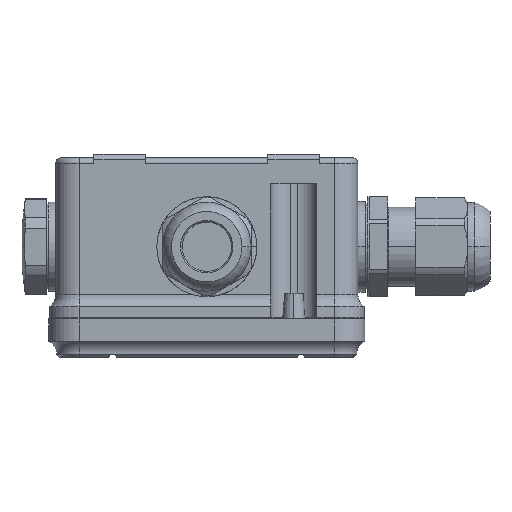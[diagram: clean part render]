
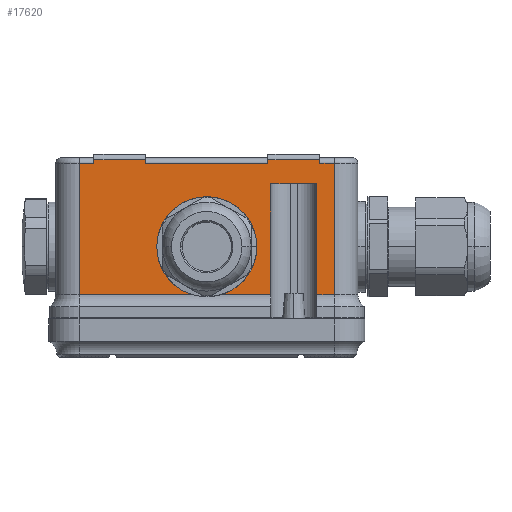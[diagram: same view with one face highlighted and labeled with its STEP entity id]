
A CAD part, left-side view. The second image highlights one B-rep face of the part: STEP entity #17620.
In plain terms, the highlighted planar face has unit normal (-1, 0, 0).
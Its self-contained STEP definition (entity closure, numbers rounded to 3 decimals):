
#593 = CARTESIAN_POINT ( 'NONE',  ( -40.8, 34.5, 41.7 ) ) ;
#1067 = VERTEX_POINT ( 'NONE', #89899 ) ;
#1596 = ORIENTED_EDGE ( 'NONE', *, *, #25453, .F. ) ;
#3186 = DIRECTION ( 'NONE',  ( 0., 1., 0. ) ) ;
#4744 = ORIENTED_EDGE ( 'NONE', *, *, #82352, .T. ) ;
#4745 = LINE ( 'NONE', #62114, #84005 ) ;
#6212 = EDGE_CURVE ( 'NONE', #97530, #55769, #35513, .T. ) ;
#8192 = CIRCLE ( 'NONE', #80238, 12.5 ) ;
#8769 = CARTESIAN_POINT ( 'NONE',  ( -40.8, -17.3, -120.208 ) ) ;
#9036 = CARTESIAN_POINT ( 'NONE',  ( -40.8, -17.3, 6.273 ) ) ;
#9700 = EDGE_CURVE ( 'NONE', #30792, #45807, #56004, .T. ) ;
#10353 = ORIENTED_EDGE ( 'NONE', *, *, #56190, .T. ) ;
#12853 = CARTESIAN_POINT ( 'NONE',  ( -40.8, 34.5, 42.7 ) ) ;
#13008 = VERTEX_POINT ( 'NONE', #9036 ) ;
#14836 = DIRECTION ( 'NONE',  ( 0., 0., -1. ) ) ;
#15512 = CARTESIAN_POINT ( 'NONE',  ( -40.8, -30.5, 42.7 ) ) ;
#15959 = CARTESIAN_POINT ( 'NONE',  ( -40.8, -30.5, 41.7 ) ) ;
#16847 = VECTOR ( 'NONE', #54237, 1000. ) ;
#17134 = CARTESIAN_POINT ( 'NONE',  ( -40.8, 16.5, 42.7 ) ) ;
#17322 = CARTESIAN_POINT ( 'NONE',  ( -40.8, 34.5, 41.7 ) ) ;
#17620 = ADVANCED_FACE ( 'NONE', ( #62072, #98128 ), #69850, .T. ) ;
#17678 = EDGE_CURVE ( 'NONE', #37402, #13008, #36868, .T. ) ;
#17685 = VECTOR ( 'NONE', #40748, 1000. ) ;
#20094 = LINE ( 'NONE', #29918, #99397 ) ;
#20379 = CARTESIAN_POINT ( 'NONE',  ( -40.8, 34.5, 36.2 ) ) ;
#20391 = ORIENTED_EDGE ( 'NONE', *, *, #6212, .T. ) ;
#20486 = DIRECTION ( 'NONE',  ( 1., 0., 0. ) ) ;
#20552 = VECTOR ( 'NONE', #59445, 1000. ) ;
#22320 = LINE ( 'NONE', #27468, #86009 ) ;
#22997 = CARTESIAN_POINT ( 'NONE',  ( -40.8, 30.5, 44.2 ) ) ;
#23260 = EDGE_CURVE ( 'NONE', #55769, #86164, #35046, .T. ) ;
#23862 = DIRECTION ( 'NONE',  ( 0., 0., 1. ) ) ;
#24685 = DIRECTION ( 'NONE',  ( 0., -1., 0. ) ) ;
#24828 = LINE ( 'NONE', #49538, #83696 ) ;
#25373 = CARTESIAN_POINT ( 'NONE',  ( -40.8, 12.5, 19.2 ) ) ;
#25412 = CARTESIAN_POINT ( 'NONE',  ( -40.8, -34.5, -120.208 ) ) ;
#25453 = EDGE_CURVE ( 'NONE', #43407, #1067, #4745, .T. ) ;
#25950 = EDGE_CURVE ( 'NONE', #51787, #42680, #98367, .T. ) ;
#26572 = ORIENTED_EDGE ( 'NONE', *, *, #30244, .F. ) ;
#27468 = CARTESIAN_POINT ( 'NONE',  ( -40.8, 34.5, 42.7 ) ) ;
#27582 = CARTESIAN_POINT ( 'NONE',  ( -40.8, -16.5, 41.7 ) ) ;
#28687 = ORIENTED_EDGE ( 'NONE', *, *, #69060, .T. ) ;
#28999 = ORIENTED_EDGE ( 'NONE', *, *, #23260, .T. ) ;
#29918 = CARTESIAN_POINT ( 'NONE',  ( -40.8, 16.5, 44.2 ) ) ;
#30244 = EDGE_CURVE ( 'NONE', #49359, #86164, #20094, .T. ) ;
#30302 = CARTESIAN_POINT ( 'NONE',  ( -40.8, 34.5, 6.273 ) ) ;
#30792 = VERTEX_POINT ( 'NONE', #91921 ) ;
#30964 = LINE ( 'NONE', #49148, #71787 ) ;
#31251 = ORIENTED_EDGE ( 'NONE', *, *, #90528, .T. ) ;
#32498 = DIRECTION ( 'NONE',  ( 0., 0., -1. ) ) ;
#32621 = VECTOR ( 'NONE', #86495, 1000. ) ;
#34350 = CARTESIAN_POINT ( 'NONE',  ( -40.8, -17.3, 36.2 ) ) ;
#34640 = EDGE_CURVE ( 'NONE', #63601, #47684, #49680, .T. ) ;
#35046 = LINE ( 'NONE', #17322, #32621 ) ;
#35513 = LINE ( 'NONE', #39187, #73937 ) ;
#35626 = AXIS2_PLACEMENT_3D ( 'NONE', #66464, #20486, #74193 ) ;
#35736 = DIRECTION ( 'NONE',  ( 1., 0., 0. ) ) ;
#36143 = EDGE_LOOP ( 'NONE', ( #58927, #52302, #20391, #28999, #26572, #10353, #68134, #4744, #1596, #58026, #81412, #85539, #92159, #31251, #42613, #51497 ) ) ;
#36868 = LINE ( 'NONE', #8769, #75295 ) ;
#37402 = VERTEX_POINT ( 'NONE', #34350 ) ;
#39187 = CARTESIAN_POINT ( 'NONE',  ( -40.8, -16.5, 44.2 ) ) ;
#39636 = CARTESIAN_POINT ( 'NONE',  ( -40.8, -34.5, 6.273 ) ) ;
#40748 = DIRECTION ( 'NONE',  ( 0., -1., 0. ) ) ;
#40979 = LINE ( 'NONE', #12853, #20552 ) ;
#42096 = ORIENTED_EDGE ( 'NONE', *, *, #9700, .T. ) ;
#42613 = ORIENTED_EDGE ( 'NONE', *, *, #25950, .T. ) ;
#42680 = VERTEX_POINT ( 'NONE', #77165 ) ;
#43034 = EDGE_CURVE ( 'NONE', #42680, #47684, #57631, .T. ) ;
#43407 = VERTEX_POINT ( 'NONE', #30302 ) ;
#45028 = CARTESIAN_POINT ( 'NONE',  ( -40.8, 30.5, 42.7 ) ) ;
#45807 = VERTEX_POINT ( 'NONE', #25373 ) ;
#46723 = CARTESIAN_POINT ( 'NONE',  ( -40.8, -29.7, 6.273 ) ) ;
#47001 = DIRECTION ( 'NONE',  ( 0., 0., -1. ) ) ;
#47287 = VECTOR ( 'NONE', #32498, 1000. ) ;
#47684 = VERTEX_POINT ( 'NONE', #15959 ) ;
#49148 = CARTESIAN_POINT ( 'NONE',  ( -40.8, 34.5, 41.7 ) ) ;
#49359 = VERTEX_POINT ( 'NONE', #17134 ) ;
#49538 = CARTESIAN_POINT ( 'NONE',  ( -40.8, -34.5, 6.273 ) ) ;
#49680 = LINE ( 'NONE', #55337, #47287 ) ;
#51439 = EDGE_CURVE ( 'NONE', #43407, #13008, #78958, .T. ) ;
#51497 = ORIENTED_EDGE ( 'NONE', *, *, #43034, .T. ) ;
#51787 = VERTEX_POINT ( 'NONE', #39636 ) ;
#52302 = ORIENTED_EDGE ( 'NONE', *, *, #85041, .T. ) ;
#54237 = DIRECTION ( 'NONE',  ( 0., 1., 0. ) ) ;
#54623 = DIRECTION ( 'NONE',  ( 0., 0., -1. ) ) ;
#55337 = CARTESIAN_POINT ( 'NONE',  ( -40.8, -30.5, 44.2 ) ) ;
#55769 = VERTEX_POINT ( 'NONE', #27582 ) ;
#56004 = CIRCLE ( 'NONE', #35626, 12.5 ) ;
#56190 = EDGE_CURVE ( 'NONE', #49359, #97622, #22320, .T. ) ;
#56595 = CARTESIAN_POINT ( 'NONE',  ( -40.8, 30.5, 41.7 ) ) ;
#57455 = VECTOR ( 'NONE', #79128, 1000. ) ;
#57631 = LINE ( 'NONE', #593, #16847 ) ;
#58026 = ORIENTED_EDGE ( 'NONE', *, *, #51439, .T. ) ;
#58927 = ORIENTED_EDGE ( 'NONE', *, *, #34640, .F. ) ;
#59445 = DIRECTION ( 'NONE',  ( 0., 1., 0. ) ) ;
#60167 = LINE ( 'NONE', #73864, #75831 ) ;
#62072 = FACE_OUTER_BOUND ( 'NONE', #36143, .T. ) ;
#62079 = CARTESIAN_POINT ( 'NONE',  ( -40.8, 34.5, -120.208 ) ) ;
#62114 = CARTESIAN_POINT ( 'NONE',  ( -40.8, 34.5, -120.208 ) ) ;
#62979 = EDGE_CURVE ( 'NONE', #97622, #95172, #88830, .T. ) ;
#63601 = VERTEX_POINT ( 'NONE', #15512 ) ;
#65580 = EDGE_LOOP ( 'NONE', ( #28687, #42096 ) ) ;
#66464 = CARTESIAN_POINT ( 'NONE',  ( -40.8, 0., 19.2 ) ) ;
#66588 = VECTOR ( 'NONE', #89571, 1000. ) ;
#68134 = ORIENTED_EDGE ( 'NONE', *, *, #62979, .T. ) ;
#68400 = VECTOR ( 'NONE', #76717, 1000. ) ;
#69060 = EDGE_CURVE ( 'NONE', #45807, #30792, #8192, .T. ) ;
#69850 = PLANE ( 'NONE',  #72275 ) ;
#71786 = EDGE_CURVE ( 'NONE', #80423, #37402, #87074, .T. ) ;
#71787 = VECTOR ( 'NONE', #3186, 1000. ) ;
#72275 = AXIS2_PLACEMENT_3D ( 'NONE', #62079, #84945, #23862 ) ;
#73864 = CARTESIAN_POINT ( 'NONE',  ( -40.8, -29.7, -120.208 ) ) ;
#73937 = VECTOR ( 'NONE', #54623, 1000. ) ;
#74089 = CARTESIAN_POINT ( 'NONE',  ( -40.8, -29.7, 36.2 ) ) ;
#74193 = DIRECTION ( 'NONE',  ( 0., 0., 1. ) ) ;
#74552 = CARTESIAN_POINT ( 'NONE',  ( -40.8, -16.5, 42.7 ) ) ;
#75295 = VECTOR ( 'NONE', #47001, 1000. ) ;
#75831 = VECTOR ( 'NONE', #80914, 1000. ) ;
#76717 = DIRECTION ( 'NONE',  ( 0., 0., -1. ) ) ;
#77165 = CARTESIAN_POINT ( 'NONE',  ( -40.8, -34.5, 41.7 ) ) ;
#78580 = EDGE_CURVE ( 'NONE', #81334, #80423, #60167, .T. ) ;
#78958 = LINE ( 'NONE', #86786, #17685 ) ;
#79128 = DIRECTION ( 'NONE',  ( 0., 0., 1. ) ) ;
#80238 = AXIS2_PLACEMENT_3D ( 'NONE', #81733, #35736, #89498 ) ;
#80423 = VERTEX_POINT ( 'NONE', #74089 ) ;
#80914 = DIRECTION ( 'NONE',  ( 0., 0., 1. ) ) ;
#81172 = DIRECTION ( 'NONE',  ( 0., 1., 0. ) ) ;
#81334 = VERTEX_POINT ( 'NONE', #46723 ) ;
#81412 = ORIENTED_EDGE ( 'NONE', *, *, #17678, .F. ) ;
#81733 = CARTESIAN_POINT ( 'NONE',  ( -40.8, 0., 19.2 ) ) ;
#82352 = EDGE_CURVE ( 'NONE', #95172, #1067, #30964, .T. ) ;
#83696 = VECTOR ( 'NONE', #24685, 1000. ) ;
#84005 = VECTOR ( 'NONE', #86330, 1000. ) ;
#84945 = DIRECTION ( 'NONE',  ( -1., 0., 0. ) ) ;
#85041 = EDGE_CURVE ( 'NONE', #63601, #97530, #40979, .T. ) ;
#85539 = ORIENTED_EDGE ( 'NONE', *, *, #71786, .F. ) ;
#86009 = VECTOR ( 'NONE', #81172, 1000. ) ;
#86164 = VERTEX_POINT ( 'NONE', #89804 ) ;
#86330 = DIRECTION ( 'NONE',  ( 0., 0., 1. ) ) ;
#86495 = DIRECTION ( 'NONE',  ( 0., 1., 0. ) ) ;
#86786 = CARTESIAN_POINT ( 'NONE',  ( -40.8, -34.5, 6.273 ) ) ;
#87074 = LINE ( 'NONE', #20379, #66588 ) ;
#88830 = LINE ( 'NONE', #22997, #68400 ) ;
#89498 = DIRECTION ( 'NONE',  ( 0., 0., 1. ) ) ;
#89571 = DIRECTION ( 'NONE',  ( 0., 1., 0. ) ) ;
#89804 = CARTESIAN_POINT ( 'NONE',  ( -40.8, 16.5, 41.7 ) ) ;
#89899 = CARTESIAN_POINT ( 'NONE',  ( -40.8, 34.5, 41.7 ) ) ;
#90528 = EDGE_CURVE ( 'NONE', #81334, #51787, #24828, .T. ) ;
#91921 = CARTESIAN_POINT ( 'NONE',  ( -40.8, -12.5, 19.2 ) ) ;
#92159 = ORIENTED_EDGE ( 'NONE', *, *, #78580, .F. ) ;
#95172 = VERTEX_POINT ( 'NONE', #56595 ) ;
#97530 = VERTEX_POINT ( 'NONE', #74552 ) ;
#97622 = VERTEX_POINT ( 'NONE', #45028 ) ;
#98128 = FACE_BOUND ( 'NONE', #65580, .T. ) ;
#98367 = LINE ( 'NONE', #25412, #57455 ) ;
#99397 = VECTOR ( 'NONE', #14836, 1000. ) ;
